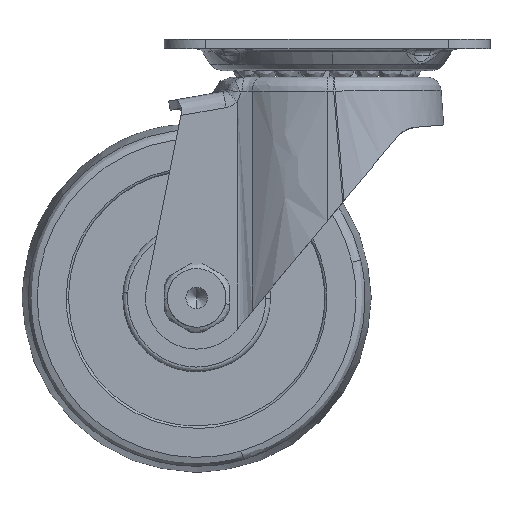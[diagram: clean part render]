
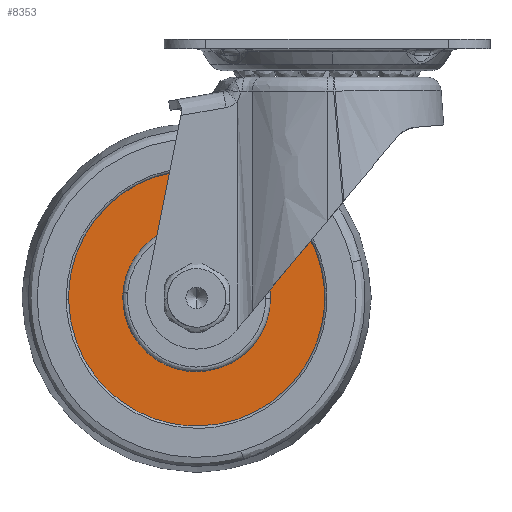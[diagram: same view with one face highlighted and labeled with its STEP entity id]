
A CAD part, front view. The second image highlights one B-rep face of the part: STEP entity #8353.
In plain terms, the highlighted free-form (B-spline) face has degree [1, 1] with [2, 2] control points.
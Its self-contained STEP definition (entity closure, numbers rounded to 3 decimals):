
#6427=CARTESIAN_POINT('',(-19.398,-12.5,-68.813));
#6428=VERTEX_POINT('',#6427);
#6434=CARTESIAN_POINT('',(-28.0,-12.5,-39.65));
#6435=VERTEX_POINT('',#6434);
#6436=CARTESIAN_POINT('',(-19.398,-12.5,-68.813));
#6437=CARTESIAN_POINT('',(-12.15,-12.5,-64.129));
#6438=CARTESIAN_POINT('',(-12.15,-12.5,-55.5));
#6439=CARTESIAN_POINT('',(-12.15,-12.5,-39.65));
#6440=CARTESIAN_POINT('',(-28.0,-12.5,-39.65));
#6448=(BOUNDED_CURVE()B_SPLINE_CURVE(2,(#6436,#6437,#6438,#6439,#6440),.UNSPECIFIED.,.F.,.U.)B_SPLINE_CURVE_WITH_KNOTS((3,2,3),(0.093,0.25,0.5),.UNSPECIFIED.)CURVE()GEOMETRIC_REPRESENTATION_ITEM()RATIONAL_B_SPLINE_CURVE((0.863,0.816,1.0,0.707,1.0))REPRESENTATION_ITEM(''));
#6449=EDGE_CURVE('',#6428,#6435,#6448,.T.);
#6451=CARTESIAN_POINT('',(-40.23,-12.5,-65.582));
#6452=VERTEX_POINT('',#6451);
#6453=CARTESIAN_POINT('',(-28.0,-12.5,-39.65));
#6454=CARTESIAN_POINT('',(-43.85,-12.5,-39.65));
#6455=CARTESIAN_POINT('',(-43.85,-12.5,-55.5));
#6456=CARTESIAN_POINT('',(-43.85,-12.5,-61.191));
#6457=CARTESIAN_POINT('',(-40.23,-12.5,-65.582));
#6465=(BOUNDED_CURVE()B_SPLINE_CURVE(2,(#6453,#6454,#6455,#6456,#6457),.UNSPECIFIED.,.F.,.U.)B_SPLINE_CURVE_WITH_KNOTS((3,2,3),(0.5,0.75,0.861),.UNSPECIFIED.)CURVE()GEOMETRIC_REPRESENTATION_ITEM()RATIONAL_B_SPLINE_CURVE((1.0,0.707,1.0,0.871,0.856))REPRESENTATION_ITEM(''));
#6466=EDGE_CURVE('',#6435,#6452,#6465,.T.);
#6568=CARTESIAN_POINT('',(-28.0,-12.5,-71.35));
#6569=VERTEX_POINT('',#6568);
#6570=CARTESIAN_POINT('',(-40.23,-12.5,-65.582));
#6571=CARTESIAN_POINT('',(-35.475,-12.5,-71.35));
#6572=CARTESIAN_POINT('',(-28.0,-12.5,-71.35));
#6580=(BOUNDED_CURVE()B_SPLINE_CURVE(2,(#6570,#6571,#6572),.UNSPECIFIED.,.F.,.U.)B_SPLINE_CURVE_WITH_KNOTS((3,3),(0.861,1.0),.UNSPECIFIED.)CURVE()GEOMETRIC_REPRESENTATION_ITEM()RATIONAL_B_SPLINE_CURVE((0.856,0.837,1.0))REPRESENTATION_ITEM(''));
#6581=EDGE_CURVE('',#6452,#6569,#6580,.T.);
#6583=CARTESIAN_POINT('',(-28.0,-12.5,-71.35));
#6584=CARTESIAN_POINT('',(-23.325,-12.5,-71.35));
#6585=CARTESIAN_POINT('',(-19.398,-12.5,-68.813));
#6593=(BOUNDED_CURVE()B_SPLINE_CURVE(2,(#6583,#6584,#6585),.UNSPECIFIED.,.F.,.U.)B_SPLINE_CURVE_WITH_KNOTS((3,3),(0.0,0.093),.UNSPECIFIED.)CURVE()GEOMETRIC_REPRESENTATION_ITEM()RATIONAL_B_SPLINE_CURVE((1.0,0.891,0.863))REPRESENTATION_ITEM(''));
#6594=EDGE_CURVE('',#6569,#6428,#6593,.T.);
#7050=CARTESIAN_POINT('',(-0.567,-12.5,-53.582));
#7051=VERTEX_POINT('',#7050);
#7065=CARTESIAN_POINT('',(-28.0,-12.5,-83.));
#7066=VERTEX_POINT('',#7065);
#7067=CARTESIAN_POINT('',(-28.0,-12.5,-83.));
#7068=CARTESIAN_POINT('',(-0.5,-12.5,-83.));
#7069=CARTESIAN_POINT('',(-0.5,-12.5,-55.5));
#7070=CARTESIAN_POINT('',(-0.5,-12.5,-54.54));
#7071=CARTESIAN_POINT('',(-0.567,-12.5,-53.582));
#7079=(BOUNDED_CURVE()B_SPLINE_CURVE(2,(#7067,#7068,#7069,#7070,#7071),.UNSPECIFIED.,.F.,.U.)B_SPLINE_CURVE_WITH_KNOTS((3,2,3),(0.0,0.25,0.262),.UNSPECIFIED.)CURVE()GEOMETRIC_REPRESENTATION_ITEM()RATIONAL_B_SPLINE_CURVE((1.0,0.707,1.0,0.986,0.973))REPRESENTATION_ITEM(''));
#7080=EDGE_CURVE('',#7066,#7051,#7079,.T.);
#7082=CARTESIAN_POINT('',(-55.498,-12.5,-55.846));
#7083=VERTEX_POINT('',#7082);
#7084=CARTESIAN_POINT('',(-55.498,-12.5,-55.846));
#7085=CARTESIAN_POINT('',(-55.157,-12.5,-83.));
#7086=CARTESIAN_POINT('',(-28.0,-12.5,-83.));
#7094=(BOUNDED_CURVE()B_SPLINE_CURVE(2,(#7084,#7085,#7086),.UNSPECIFIED.,.F.,.U.)B_SPLINE_CURVE_WITH_KNOTS((3,3),(0.752,1.0),.UNSPECIFIED.)CURVE()GEOMETRIC_REPRESENTATION_ITEM()RATIONAL_B_SPLINE_CURVE((0.995,0.71,1.0))REPRESENTATION_ITEM(''));
#7095=EDGE_CURVE('',#7083,#7066,#7094,.T.);
#7182=CARTESIAN_POINT('',(-28.0,-12.5,-28.));
#7183=VERTEX_POINT('',#7182);
#7184=CARTESIAN_POINT('',(-28.0,-12.5,-28.));
#7185=CARTESIAN_POINT('',(-55.5,-12.5,-28.));
#7186=CARTESIAN_POINT('',(-55.5,-12.5,-55.5));
#7187=CARTESIAN_POINT('',(-55.5,-12.5,-55.673));
#7188=CARTESIAN_POINT('',(-55.498,-12.5,-55.846));
#7196=(BOUNDED_CURVE()B_SPLINE_CURVE(2,(#7184,#7185,#7186,#7187,#7188),.UNSPECIFIED.,.F.,.U.)B_SPLINE_CURVE_WITH_KNOTS((3,2,3),(0.5,0.75,0.752),.UNSPECIFIED.)CURVE()GEOMETRIC_REPRESENTATION_ITEM()RATIONAL_B_SPLINE_CURVE((1.0,0.707,1.0,0.997,0.995))REPRESENTATION_ITEM(''));
#7197=EDGE_CURVE('',#7183,#7083,#7196,.T.);
#7199=CARTESIAN_POINT('',(-0.567,-12.5,-53.582));
#7200=CARTESIAN_POINT('',(-2.355,-12.5,-28.));
#7201=CARTESIAN_POINT('',(-28.0,-12.5,-28.));
#7209=(BOUNDED_CURVE()B_SPLINE_CURVE(2,(#7199,#7200,#7201),.UNSPECIFIED.,.F.,.U.)B_SPLINE_CURVE_WITH_KNOTS((3,3),(0.262,0.5),.UNSPECIFIED.)CURVE()GEOMETRIC_REPRESENTATION_ITEM()RATIONAL_B_SPLINE_CURVE((0.973,0.721,1.0))REPRESENTATION_ITEM(''));
#7210=EDGE_CURVE('',#7051,#7183,#7209,.T.);
#8336=CARTESIAN_POINT('',(-58.245,-12.5,-85.747));
#8337=CARTESIAN_POINT('',(-58.245,-12.5,-25.253));
#8338=CARTESIAN_POINT('',(2.244,-12.5,-85.747));
#8339=CARTESIAN_POINT('',(2.244,-12.5,-25.253));
#8340=B_SPLINE_SURFACE_WITH_KNOTS('',1,1,((#8336,#8338),(#8337,#8339)),.UNSPECIFIED.,.F.,.F.,.U.,(2,2),(2,2),(0.0,60.495),(0.0,60.489),.UNSPECIFIED.);
#8341=ORIENTED_EDGE('',*,*,#7080,.T.);
#8342=ORIENTED_EDGE('',*,*,#7210,.T.);
#8343=ORIENTED_EDGE('',*,*,#7197,.T.);
#8344=ORIENTED_EDGE('',*,*,#7095,.T.);
#8345=EDGE_LOOP('',(#8341,#8342,#8343,#8344));
#8346=FACE_OUTER_BOUND('',#8345,.T.);
#8347=ORIENTED_EDGE('',*,*,#6466,.F.);
#8348=ORIENTED_EDGE('',*,*,#6449,.F.);
#8349=ORIENTED_EDGE('',*,*,#6594,.F.);
#8350=ORIENTED_EDGE('',*,*,#6581,.F.);
#8351=EDGE_LOOP('',(#8347,#8348,#8349,#8350));
#8352=FACE_BOUND('',#8351,.T.);
#8353=ADVANCED_FACE('',(#8346,#8352),#8340,.F.);
